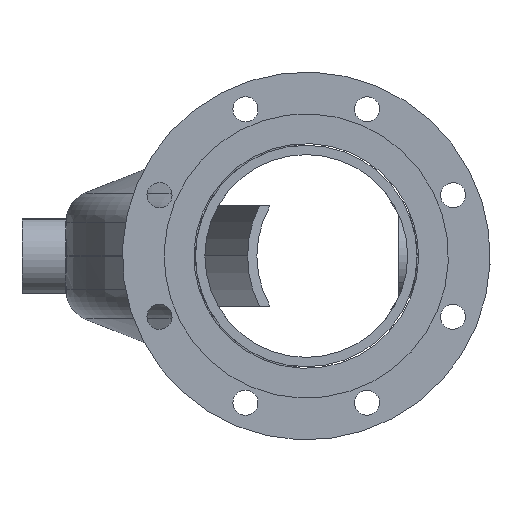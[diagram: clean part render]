
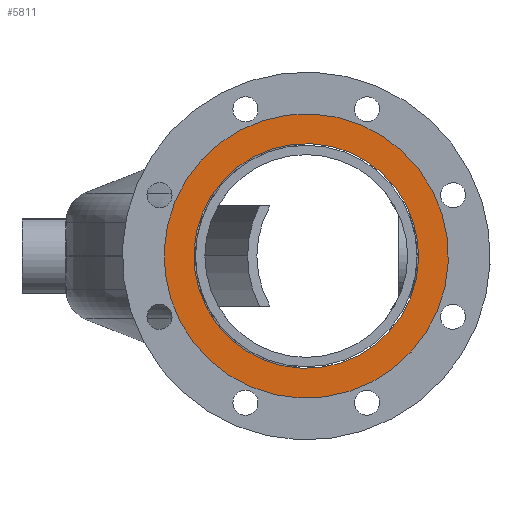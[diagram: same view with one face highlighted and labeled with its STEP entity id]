
A CAD part, left-side view. The second image highlights one B-rep face of the part: STEP entity #5811.
In plain terms, the highlighted face is planar.
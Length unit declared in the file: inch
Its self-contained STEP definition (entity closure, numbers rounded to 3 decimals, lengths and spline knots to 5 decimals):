
#1 = DIRECTION ( 'NONE',  ( 0., 0., 1. ) ) ;
#5 = VERTEX_POINT ( 'NONE', #3655 ) ;
#57 = DIRECTION ( 'NONE',  ( 0., 0., 1. ) ) ;
#441 = DIRECTION ( 'NONE',  ( 0., 1., 0. ) ) ;
#606 = VERTEX_POINT ( 'NONE', #3214 ) ;
#964 = DIRECTION ( 'NONE',  ( 0., 0., 1. ) ) ;
#1151 = AXIS2_PLACEMENT_3D ( 'NONE', #4922, #1796, #1 ) ;
#1164 = VERTEX_POINT ( 'NONE', #5297 ) ;
#1181 = ORIENTED_EDGE ( 'NONE', *, *, #5165, .T. ) ;
#1475 = EDGE_CURVE ( 'NONE', #1164, #2404, #4355, .T. ) ;
#1614 = AXIS2_PLACEMENT_3D ( 'NONE', #1767, #4862, #2295 ) ;
#1767 = CARTESIAN_POINT ( 'NONE',  ( 0., 0., 0. ) ) ;
#1779 = CARTESIAN_POINT ( 'NONE',  ( 0., 0., 0. ) ) ;
#1796 = DIRECTION ( 'NONE',  ( 0., 1., 0. ) ) ;
#1874 = EDGE_CURVE ( 'NONE', #5, #606, #3186, .T. ) ;
#2269 = CIRCLE ( 'NONE', #1151, 3.36 ) ;
#2295 = DIRECTION ( 'NONE',  ( 0., 0., 1. ) ) ;
#2388 = DIRECTION ( 'NONE',  ( 0., 1., 0. ) ) ;
#2404 = VERTEX_POINT ( 'NONE', #5689 ) ;
#2649 = ORIENTED_EDGE ( 'NONE', *, *, #1874, .F. ) ;
#2763 = ORIENTED_EDGE ( 'NONE', *, *, #1475, .T. ) ;
#2913 = AXIS2_PLACEMENT_3D ( 'NONE', #1779, #5346, #3117 ) ;
#3117 = DIRECTION ( 'NONE',  ( 0., 0., 1. ) ) ;
#3154 = FACE_BOUND ( 'NONE', #3529, .T. ) ;
#3186 = CIRCLE ( 'NONE', #2913, 4.25 ) ;
#3214 = CARTESIAN_POINT ( 'NONE',  ( 0., 0., -4.25 ) ) ;
#3269 = FACE_OUTER_BOUND ( 'NONE', #4361, .T. ) ;
#3529 = EDGE_LOOP ( 'NONE', ( #2763, #1181 ) ) ;
#3623 = CARTESIAN_POINT ( 'NONE',  ( 0., 0., 0. ) ) ;
#3655 = CARTESIAN_POINT ( 'NONE',  ( 0., 0., 4.25 ) ) ;
#3797 = AXIS2_PLACEMENT_3D ( 'NONE', #3623, #441, #964 ) ;
#3886 = AXIS2_PLACEMENT_3D ( 'NONE', #4091, #2388, #57 ) ;
#4091 = CARTESIAN_POINT ( 'NONE',  ( 0., 0., 0. ) ) ;
#4355 = CIRCLE ( 'NONE', #3886, 3.36 ) ;
#4361 = EDGE_LOOP ( 'NONE', ( #2649, #5840 ) ) ;
#4862 = DIRECTION ( 'NONE',  ( 0., 1., 0. ) ) ;
#4922 = CARTESIAN_POINT ( 'NONE',  ( 0., 0., 0. ) ) ;
#4937 = PLANE ( 'NONE',  #3797 ) ;
#5001 = CIRCLE ( 'NONE', #1614, 4.25 ) ;
#5095 = EDGE_CURVE ( 'NONE', #606, #5, #5001, .T. ) ;
#5165 = EDGE_CURVE ( 'NONE', #2404, #1164, #2269, .T. ) ;
#5297 = CARTESIAN_POINT ( 'NONE',  ( 0., 0., 3.36 ) ) ;
#5346 = DIRECTION ( 'NONE',  ( 0., 1., 0. ) ) ;
#5689 = CARTESIAN_POINT ( 'NONE',  ( 0., 0., -3.36 ) ) ;
#5811 = ADVANCED_FACE ( 'NONE', ( #3154, #3269 ), #4937, .F. ) ;
#5840 = ORIENTED_EDGE ( 'NONE', *, *, #5095, .F. ) ;
